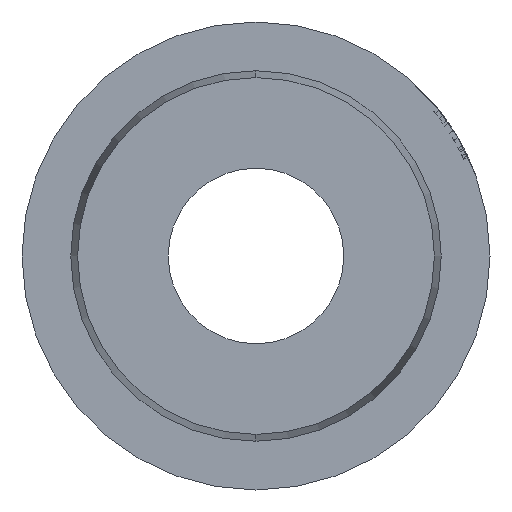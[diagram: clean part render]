
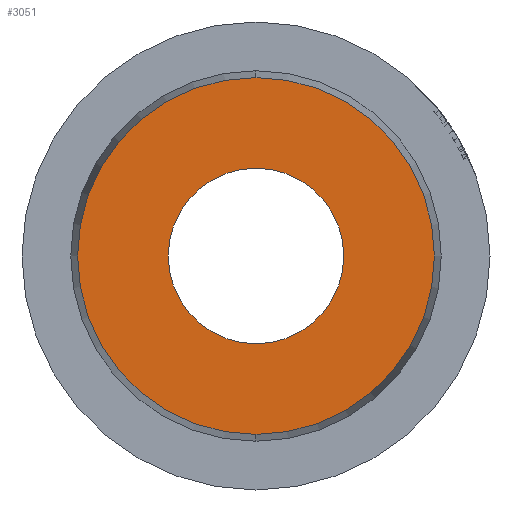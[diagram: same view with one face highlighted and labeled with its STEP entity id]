
A CAD part, left-side view. The second image highlights one B-rep face of the part: STEP entity #3051.
In plain terms, the highlighted planar face has unit normal (-1, 0, 0).
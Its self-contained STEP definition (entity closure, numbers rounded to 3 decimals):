
#170 = ORIENTED_EDGE ( 'NONE', *, *, #4934, .T. ) ;
#267 = AXIS2_PLACEMENT_3D ( 'NONE', #3657, #3191, #5526 ) ;
#756 = CIRCLE ( 'NONE', #2729, 4.5 ) ;
#931 = VERTEX_POINT ( 'NONE', #6040 ) ;
#1029 = VERTEX_POINT ( 'NONE', #2534 ) ;
#1086 = CARTESIAN_POINT ( 'NONE',  ( 0., 0., 0. ) ) ;
#1366 = EDGE_CURVE ( 'NONE', #3893, #931, #3103, .T. ) ;
#1562 = DIRECTION ( 'NONE',  ( 0., 0., -1. ) ) ;
#1906 = DIRECTION ( 'NONE',  ( -1., 0., 0. ) ) ;
#1950 = DIRECTION ( 'NONE',  ( 1., 0., 0. ) ) ;
#1999 = CARTESIAN_POINT ( 'NONE',  ( 0., 0., 0. ) ) ;
#2534 = CARTESIAN_POINT ( 'NONE',  ( 0., 0., 4.5 ) ) ;
#2729 = AXIS2_PLACEMENT_3D ( 'NONE', #5313, #5400, #1562 ) ;
#2803 = PLANE ( 'NONE',  #267 ) ;
#2832 = AXIS2_PLACEMENT_3D ( 'NONE', #1086, #5732, #4373 ) ;
#2963 = CARTESIAN_POINT ( 'NONE',  ( 0., 0., 9.15 ) ) ;
#3051 = ADVANCED_FACE ( 'NONE', ( #4545, #5003 ), #2803, .F. ) ;
#3103 = CIRCLE ( 'NONE', #5168, 9.15 ) ;
#3191 = DIRECTION ( 'NONE',  ( 1., 0., 0. ) ) ;
#3450 = EDGE_CURVE ( 'NONE', #1029, #3579, #756, .T. ) ;
#3506 = AXIS2_PLACEMENT_3D ( 'NONE', #5306, #1950, #5706 ) ;
#3579 = VERTEX_POINT ( 'NONE', #4728 ) ;
#3657 = CARTESIAN_POINT ( 'NONE',  ( 0., 9.15, 0. ) ) ;
#3889 = EDGE_CURVE ( 'NONE', #931, #3893, #5771, .T. ) ;
#3893 = VERTEX_POINT ( 'NONE', #2963 ) ;
#4102 = ORIENTED_EDGE ( 'NONE', *, *, #3450, .T. ) ;
#4300 = CIRCLE ( 'NONE', #3506, 4.5 ) ;
#4373 = DIRECTION ( 'NONE',  ( 0., 0., 1. ) ) ;
#4545 = FACE_BOUND ( 'NONE', #5005, .T. ) ;
#4728 = CARTESIAN_POINT ( 'NONE',  ( 0., 0., -4.5 ) ) ;
#4800 = DIRECTION ( 'NONE',  ( 0., 0., 1. ) ) ;
#4866 = ORIENTED_EDGE ( 'NONE', *, *, #3889, .T. ) ;
#4934 = EDGE_CURVE ( 'NONE', #3579, #1029, #4300, .T. ) ;
#5003 = FACE_OUTER_BOUND ( 'NONE', #5234, .T. ) ;
#5005 = EDGE_LOOP ( 'NONE', ( #4102, #170 ) ) ;
#5168 = AXIS2_PLACEMENT_3D ( 'NONE', #1999, #1906, #4800 ) ;
#5234 = EDGE_LOOP ( 'NONE', ( #4866, #5452 ) ) ;
#5306 = CARTESIAN_POINT ( 'NONE',  ( 0., 0., 0. ) ) ;
#5313 = CARTESIAN_POINT ( 'NONE',  ( 0., 0., 0. ) ) ;
#5400 = DIRECTION ( 'NONE',  ( 1., 0., 0. ) ) ;
#5452 = ORIENTED_EDGE ( 'NONE', *, *, #1366, .T. ) ;
#5526 = DIRECTION ( 'NONE',  ( 0., 0., -1. ) ) ;
#5706 = DIRECTION ( 'NONE',  ( 0., 0., -1. ) ) ;
#5732 = DIRECTION ( 'NONE',  ( -1., 0., 0. ) ) ;
#5771 = CIRCLE ( 'NONE', #2832, 9.15 ) ;
#6040 = CARTESIAN_POINT ( 'NONE',  ( 0., 0., -9.15 ) ) ;
